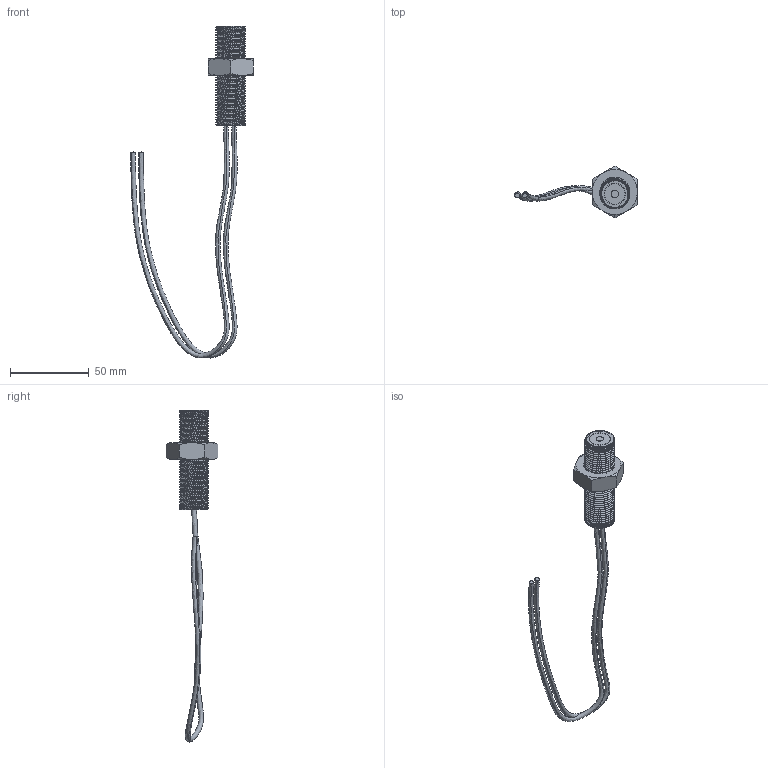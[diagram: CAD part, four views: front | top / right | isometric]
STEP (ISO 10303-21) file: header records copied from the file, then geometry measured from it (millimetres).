
FILE_DESCRIPTION (( 'STEP AP203' ), '1' );
FILE_NAME ('V8-assembly.STEP', '2020-12-03T21:46:23', ( '' ), ( '' ), 'SwSTEP 2.0', 'SolidWorks 2019', '' );
FILE_SCHEMA (( 'CONFIG_CONTROL_DESIGN' ));
Length unit declared in the file: millimetre
Products named in the file (3): V8-bolt; V8-nut; V8-assembly
Assembly tree (2 placements, depth 2):
  V8-assembly
    V8-bolt
    V8-nut
Bounding box: 78.08 x 33 x 211.39 mm (x, y, z)
Volume: 25057 mm3; surface area: 14907 mm2
Topology: 2 solids, 2 shells, 142 faces, 397 edges, 262 vertices
Faces by surface type: cylinder 101, plane 17, cone 14, bspline 10
Entity records: 25370 total; most frequent: CARTESIAN_POINT 22009, ORIENTED_EDGE 794, DIRECTION 465, EDGE_CURVE 397, VERTEX_POINT 262, AXIS2_PLACEMENT_3D 175, EDGE_LOOP 149, ADVANCED_FACE 142
